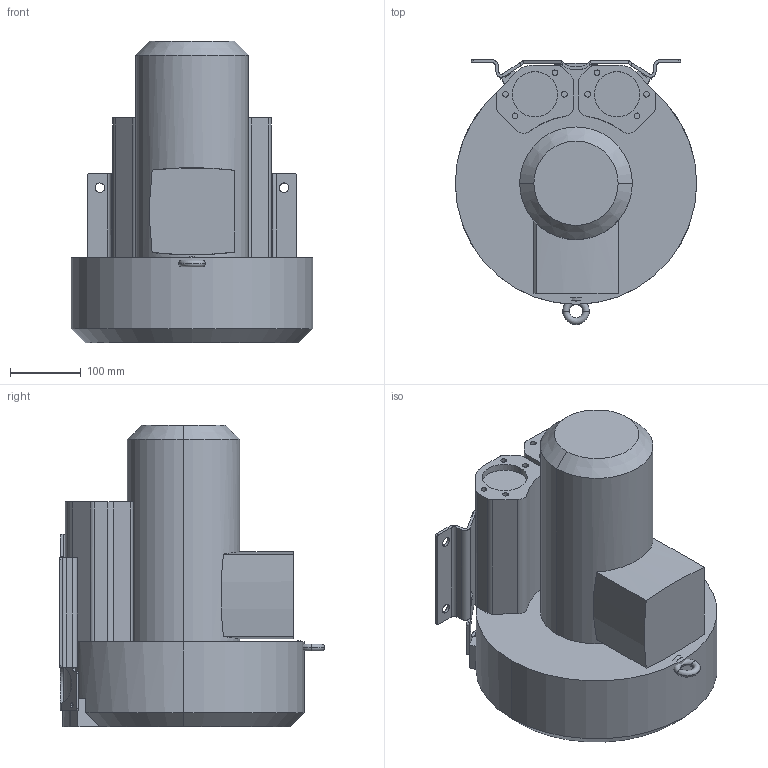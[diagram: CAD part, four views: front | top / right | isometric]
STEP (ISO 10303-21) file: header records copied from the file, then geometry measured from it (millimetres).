
FILE_DESCRIPTION (( 'STEP AP203' ), '1' );
FILE_NAME ('2RB530-1AP36.STEP', '2025-12-23T05:43:29', ( '' ), ( '' ), 'SwSTEP 2.0', 'SolidWorks 2025', '' );
FILE_SCHEMA (( 'CONFIG_CONTROL_DESIGN' ));
Length unit declared in the file: millimetre
Products named in the file (1): 2RB530-1AP36
Bounding box: 340.7 x 373.92 x 426 mm (x, y, z)
Volume: 21239438.6 mm3; surface area: 757588.9 mm2
Topology: 3 solids, 3 shells, 249 faces, 686 edges, 457 vertices
Faces by surface type: cylinder 118, plane 102, bspline 12, cone 11, torus 6
Entity records: 11586 total; most frequent: CARTESIAN_POINT 5413, ORIENTED_EDGE 1372, DIRECTION 1102, EDGE_CURVE 686, VERTEX_POINT 457, AXIS2_PLACEMENT_3D 393, LINE 316, VECTOR 316
